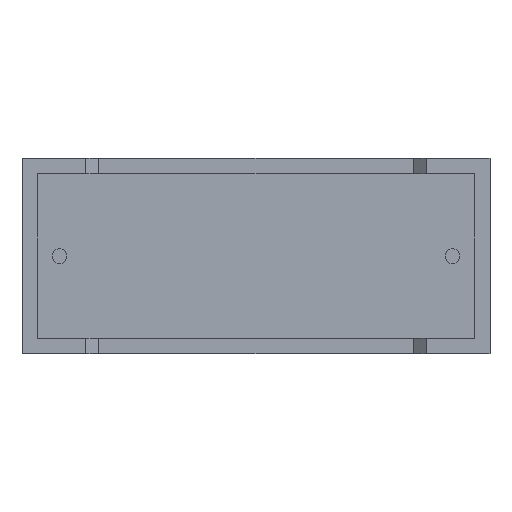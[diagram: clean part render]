
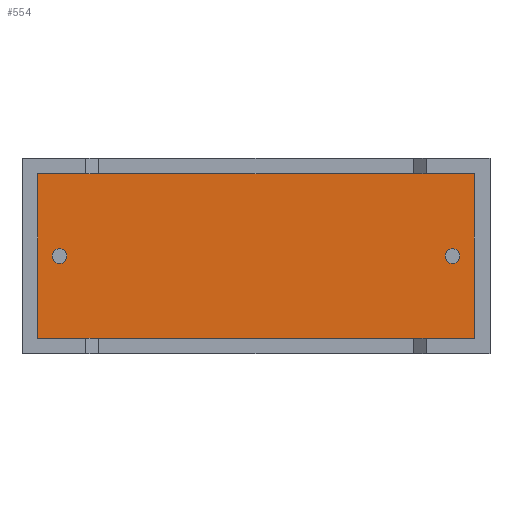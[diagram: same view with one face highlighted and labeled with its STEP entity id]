
A CAD part, front view. The second image highlights one B-rep face of the part: STEP entity #554.
In plain terms, the highlighted planar face has unit normal (0, -1, 0).
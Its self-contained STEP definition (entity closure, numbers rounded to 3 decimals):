
#125 = DIRECTION ( 'NONE',  ( 0., 0., -1. ) ) ;
#129 = DIRECTION ( 'NONE',  ( 1., 0., 0. ) ) ;
#152 = CARTESIAN_POINT ( 'NONE',  ( 24.65, 0.75, 6.025 ) ) ;
#163 = VECTOR ( 'NONE', #2836, 1000. ) ;
#165 = VERTEX_POINT ( 'NONE', #2310 ) ;
#193 = CARTESIAN_POINT ( 'NONE',  ( 24.65, 0.75, 5.6 ) ) ;
#283 = EDGE_LOOP ( 'NONE', ( #3055, #655 ) ) ;
#314 = VECTOR ( 'NONE', #1506, 1000. ) ;
#332 = CARTESIAN_POINT ( 'NONE',  ( 2.15, 0.75, 5.175 ) ) ;
#372 = VERTEX_POINT ( 'NONE', #2486 ) ;
#452 = EDGE_CURVE ( 'NONE', #501, #1048, #2894, .T. ) ;
#464 = VECTOR ( 'NONE', #129, 1000. ) ;
#501 = VERTEX_POINT ( 'NONE', #152 ) ;
#505 = EDGE_CURVE ( 'NONE', #2396, #1762, #2568, .T. ) ;
#512 = ORIENTED_EDGE ( 'NONE', *, *, #694, .T. ) ;
#529 = LINE ( 'NONE', #2593, #163 ) ;
#551 = FACE_BOUND ( 'NONE', #1752, .T. ) ;
#554 = ADVANCED_FACE ( 'NONE', ( #1718, #2165, #551 ), #756, .T. ) ;
#560 = DIRECTION ( 'NONE',  ( 0., 0., -1. ) ) ;
#579 = CARTESIAN_POINT ( 'NONE',  ( 25.907, 0.75, 10.307 ) ) ;
#655 = ORIENTED_EDGE ( 'NONE', *, *, #1998, .F. ) ;
#671 = CIRCLE ( 'NONE', #1901, 0.425 ) ;
#694 = EDGE_CURVE ( 'NONE', #1762, #165, #1296, .T. ) ;
#756 = PLANE ( 'NONE',  #2656 ) ;
#792 = CARTESIAN_POINT ( 'NONE',  ( 0.893, 0.75, 0.893 ) ) ;
#872 = ORIENTED_EDGE ( 'NONE', *, *, #1241, .F. ) ;
#920 = DIRECTION ( 'NONE',  ( 0., 0., -1. ) ) ;
#955 = VERTEX_POINT ( 'NONE', #2728 ) ;
#965 = CIRCLE ( 'NONE', #1730, 0.425 ) ;
#995 = EDGE_CURVE ( 'NONE', #955, #2855, #2695, .T. ) ;
#999 = EDGE_CURVE ( 'NONE', #165, #372, #529, .T. ) ;
#1048 = VERTEX_POINT ( 'NONE', #2173 ) ;
#1075 = LINE ( 'NONE', #579, #314 ) ;
#1199 = ORIENTED_EDGE ( 'NONE', *, *, #505, .T. ) ;
#1241 = EDGE_CURVE ( 'NONE', #2855, #955, #671, .T. ) ;
#1274 = DIRECTION ( 'NONE',  ( 0., 0., -1. ) ) ;
#1296 = LINE ( 'NONE', #1558, #464 ) ;
#1361 = DIRECTION ( 'NONE',  ( 0., -1., 0. ) ) ;
#1409 = ORIENTED_EDGE ( 'NONE', *, *, #995, .F. ) ;
#1504 = DIRECTION ( 'NONE',  ( 0., -1., 0. ) ) ;
#1505 = ORIENTED_EDGE ( 'NONE', *, *, #999, .T. ) ;
#1506 = DIRECTION ( 'NONE',  ( -1., 0., 0. ) ) ;
#1552 = DIRECTION ( 'NONE',  ( 0., -1., 0. ) ) ;
#1558 = CARTESIAN_POINT ( 'NONE',  ( 0.893, 0.75, 0.893 ) ) ;
#1595 = CARTESIAN_POINT ( 'NONE',  ( 24.65, 0.75, 5.6 ) ) ;
#1718 = FACE_BOUND ( 'NONE', #283, .T. ) ;
#1730 = AXIS2_PLACEMENT_3D ( 'NONE', #1595, #1361, #1926 ) ;
#1752 = EDGE_LOOP ( 'NONE', ( #1409, #872 ) ) ;
#1753 = DIRECTION ( 'NONE',  ( 0., -1., 0. ) ) ;
#1762 = VERTEX_POINT ( 'NONE', #792 ) ;
#1768 = DIRECTION ( 'NONE',  ( 0., -1., 0. ) ) ;
#1781 = AXIS2_PLACEMENT_3D ( 'NONE', #2969, #1768, #125 ) ;
#1799 = ORIENTED_EDGE ( 'NONE', *, *, #2681, .T. ) ;
#1901 = AXIS2_PLACEMENT_3D ( 'NONE', #2850, #1504, #560 ) ;
#1926 = DIRECTION ( 'NONE',  ( 0., 0., -1. ) ) ;
#1998 = EDGE_CURVE ( 'NONE', #1048, #501, #965, .T. ) ;
#2031 = AXIS2_PLACEMENT_3D ( 'NONE', #193, #1552, #2313 ) ;
#2165 = FACE_OUTER_BOUND ( 'NONE', #2291, .T. ) ;
#2173 = CARTESIAN_POINT ( 'NONE',  ( 24.65, 0.75, 5.175 ) ) ;
#2288 = VECTOR ( 'NONE', #920, 1000. ) ;
#2291 = EDGE_LOOP ( 'NONE', ( #1199, #512, #1505, #1799 ) ) ;
#2310 = CARTESIAN_POINT ( 'NONE',  ( 25.907, 0.75, 0.893 ) ) ;
#2313 = DIRECTION ( 'NONE',  ( 0., 0., -1. ) ) ;
#2396 = VERTEX_POINT ( 'NONE', #2614 ) ;
#2486 = CARTESIAN_POINT ( 'NONE',  ( 25.907, 0.75, 10.307 ) ) ;
#2508 = CARTESIAN_POINT ( 'NONE',  ( 0., 0.75, 0. ) ) ;
#2568 = LINE ( 'NONE', #3003, #2288 ) ;
#2593 = CARTESIAN_POINT ( 'NONE',  ( 25.907, 0.75, 0.893 ) ) ;
#2614 = CARTESIAN_POINT ( 'NONE',  ( 0.893, 0.75, 10.307 ) ) ;
#2656 = AXIS2_PLACEMENT_3D ( 'NONE', #2508, #1753, #1274 ) ;
#2681 = EDGE_CURVE ( 'NONE', #372, #2396, #1075, .T. ) ;
#2695 = CIRCLE ( 'NONE', #1781, 0.425 ) ;
#2728 = CARTESIAN_POINT ( 'NONE',  ( 2.15, 0.75, 6.025 ) ) ;
#2836 = DIRECTION ( 'NONE',  ( 0., 0., 1. ) ) ;
#2850 = CARTESIAN_POINT ( 'NONE',  ( 2.15, 0.75, 5.6 ) ) ;
#2855 = VERTEX_POINT ( 'NONE', #332 ) ;
#2894 = CIRCLE ( 'NONE', #2031, 0.425 ) ;
#2969 = CARTESIAN_POINT ( 'NONE',  ( 2.15, 0.75, 5.6 ) ) ;
#3003 = CARTESIAN_POINT ( 'NONE',  ( 0.893, 0.75, 10.307 ) ) ;
#3055 = ORIENTED_EDGE ( 'NONE', *, *, #452, .F. ) ;
